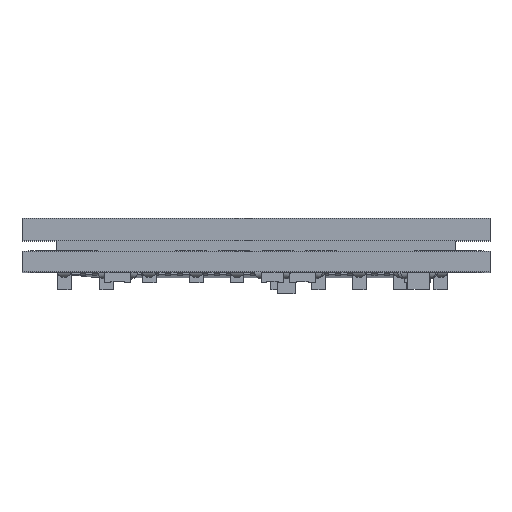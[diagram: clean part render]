
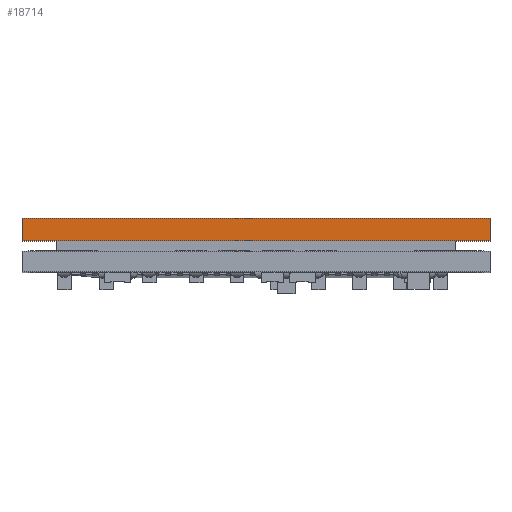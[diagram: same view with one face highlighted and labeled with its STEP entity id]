
A CAD part, top view. The second image highlights one B-rep face of the part: STEP entity #18714.
In plain terms, the highlighted planar face has unit normal (0, 0, 1).
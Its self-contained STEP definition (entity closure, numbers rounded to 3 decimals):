
#5999=DIRECTION('',(0.,1.,0.));
#6000=VECTOR('',#5999,1.3);
#6001=CARTESIAN_POINT('',(-13.5,1.8,9.6));
#6002=LINE('',#6001,#6000);
#6006=DIRECTION('',(0.,-1.,0.));
#6007=VECTOR('',#6006,1.3);
#6008=CARTESIAN_POINT('',(13.5,3.1,9.6));
#6009=LINE('',#6008,#6007);
#6020=DIRECTION('',(1.,0.,0.));
#6021=VECTOR('',#6020,27.);
#6022=CARTESIAN_POINT('',(-13.5,3.1,9.6));
#6023=LINE('',#6022,#6021);
#6125=DIRECTION('',(-1.,0.,0.));
#6126=VECTOR('',#6125,27.);
#6127=CARTESIAN_POINT('',(13.5,1.8,9.6));
#6128=LINE('',#6127,#6126);
#11654=CARTESIAN_POINT('',(13.5,1.8,9.6));
#11655=CARTESIAN_POINT('',(-13.5,1.8,9.6));
#11656=VERTEX_POINT('',#11654);
#11657=VERTEX_POINT('',#11655);
#11666=CARTESIAN_POINT('',(13.5,3.1,9.6));
#11668=VERTEX_POINT('',#11666);
#11672=CARTESIAN_POINT('',(-13.5,3.1,9.6));
#11673=VERTEX_POINT('',#11672);
#18701=CARTESIAN_POINT('',(-13.5,3.,9.6));
#18702=DIRECTION('',(0.,0.,1.));
#18703=DIRECTION('',(1.,0.,0.));
#18704=AXIS2_PLACEMENT_3D('',#18701,#18702,#18703);
#18705=PLANE('',#18704);
#18706=ORIENTED_EDGE('',*,*,#18618,.T.);
#18708=ORIENTED_EDGE('',*,*,#18707,.T.);
#18709=ORIENTED_EDGE('',*,*,#18673,.T.);
#18711=ORIENTED_EDGE('',*,*,#18710,.T.);
#18712=EDGE_LOOP('',(#18706,#18708,#18709,#18711));
#18713=FACE_OUTER_BOUND('',#18712,.F.);
#18618=EDGE_CURVE('',#11657,#11673,#6002,.T.);
#18673=EDGE_CURVE('',#11668,#11656,#6009,.T.);
#18707=EDGE_CURVE('',#11673,#11668,#6023,.T.);
#18710=EDGE_CURVE('',#11656,#11657,#6128,.T.);
#18714=ADVANCED_FACE('',(#18713),#18705,.T.);
